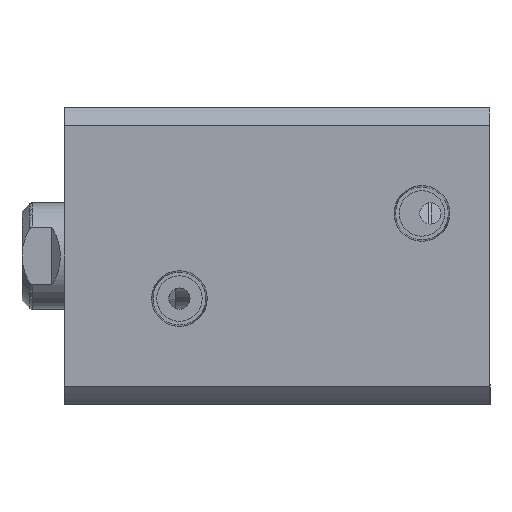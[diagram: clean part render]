
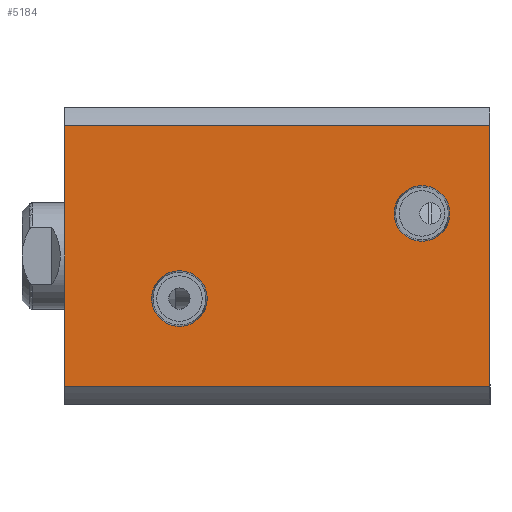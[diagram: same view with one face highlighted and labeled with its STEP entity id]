
A CAD part, left-side view. The second image highlights one B-rep face of the part: STEP entity #5184.
In plain terms, the highlighted planar face has unit normal (-1, 0, 0).
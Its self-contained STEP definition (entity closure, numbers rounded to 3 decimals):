
#46 = FACE_BOUND ( 'NONE', #10725, .T. ) ;
#187 = VECTOR ( 'NONE', #1123, 1000. ) ;
#208 = LINE ( 'NONE', #8022, #10038 ) ;
#342 = CARTESIAN_POINT ( 'NONE',  ( -35., 10., 73. ) ) ;
#736 = VERTEX_POINT ( 'NONE', #8906 ) ;
#800 = VERTEX_POINT ( 'NONE', #2082 ) ;
#871 = CARTESIAN_POINT ( 'NONE',  ( -35., 30.615, 100. ) ) ;
#935 = AXIS2_PLACEMENT_3D ( 'NONE', #6189, #8083, #7160 ) ;
#1123 = DIRECTION ( 'NONE',  ( 0., -1., 0. ) ) ;
#1175 = EDGE_CURVE ( 'NONE', #7563, #6575, #7798, .T. ) ;
#1296 = DIRECTION ( 'NONE',  ( 0., 0., 1. ) ) ;
#1566 = VERTEX_POINT ( 'NONE', #871 ) ;
#1596 = DIRECTION ( 'NONE',  ( -1., 0., 0. ) ) ;
#1854 = LINE ( 'NONE', #7185, #9138 ) ;
#1936 = ORIENTED_EDGE ( 'NONE', *, *, #11139, .F. ) ;
#1960 = CARTESIAN_POINT ( 'NONE',  ( -35., -10., 16. ) ) ;
#2082 = CARTESIAN_POINT ( 'NONE',  ( -35., 10., 79.541 ) ) ;
#2189 = VECTOR ( 'NONE', #10112, 1000. ) ;
#2257 = CARTESIAN_POINT ( 'NONE',  ( -35., 10., 66.459 ) ) ;
#2269 = CIRCLE ( 'NONE', #11253, 6.541 ) ;
#2346 = EDGE_CURVE ( 'NONE', #1566, #9470, #12326, .T. ) ;
#2439 = EDGE_CURVE ( 'NONE', #736, #3269, #6663, .T. ) ;
#2816 = DIRECTION ( 'NONE',  ( -1., 0., 0. ) ) ;
#2881 = FACE_BOUND ( 'NONE', #4848, .T. ) ;
#2920 = DIRECTION ( 'NONE',  ( 0., 0., 1. ) ) ;
#3269 = VERTEX_POINT ( 'NONE', #8050 ) ;
#3562 = ORIENTED_EDGE ( 'NONE', *, *, #11337, .F. ) ;
#4132 = AXIS2_PLACEMENT_3D ( 'NONE', #342, #7009, #1296 ) ;
#4185 = EDGE_CURVE ( 'NONE', #7563, #1566, #208, .T. ) ;
#4274 = PLANE ( 'NONE',  #935 ) ;
#4848 = EDGE_LOOP ( 'NONE', ( #8676, #5822 ) ) ;
#5166 = DIRECTION ( 'NONE',  ( 0., 0., 1. ) ) ;
#5184 = ADVANCED_FACE ( 'NONE', ( #46, #2881, #9860 ), #4274, .F. ) ;
#5448 = ORIENTED_EDGE ( 'NONE', *, *, #1175, .T. ) ;
#5498 = CARTESIAN_POINT ( 'NONE',  ( -35., 30.615, 0. ) ) ;
#5822 = ORIENTED_EDGE ( 'NONE', *, *, #10466, .F. ) ;
#6189 = CARTESIAN_POINT ( 'NONE',  ( -35., 35., 100. ) ) ;
#6258 = DIRECTION ( 'NONE',  ( 0., 0., -1. ) ) ;
#6492 = AXIS2_PLACEMENT_3D ( 'NONE', #8543, #2816, #9487 ) ;
#6575 = VERTEX_POINT ( 'NONE', #9494 ) ;
#6663 = CIRCLE ( 'NONE', #6492, 6.541 ) ;
#6667 = CIRCLE ( 'NONE', #8790, 6.541 ) ;
#7009 = DIRECTION ( 'NONE',  ( -1., 0., 0. ) ) ;
#7160 = DIRECTION ( 'NONE',  ( 0., 1., 0. ) ) ;
#7185 = CARTESIAN_POINT ( 'NONE',  ( -35., -30.615, -200. ) ) ;
#7306 = CARTESIAN_POINT ( 'NONE',  ( -35., 10., 73. ) ) ;
#7563 = VERTEX_POINT ( 'NONE', #5498 ) ;
#7798 = LINE ( 'NONE', #11519, #187 ) ;
#8022 = CARTESIAN_POINT ( 'NONE',  ( -35., 30.615, -200. ) ) ;
#8050 = CARTESIAN_POINT ( 'NONE',  ( -35., -10., 22.541 ) ) ;
#8083 = DIRECTION ( 'NONE',  ( 1., 0., 0. ) ) ;
#8166 = ORIENTED_EDGE ( 'NONE', *, *, #2439, .F. ) ;
#8272 = DIRECTION ( 'NONE',  ( 0., 0., 1. ) ) ;
#8542 = EDGE_CURVE ( 'NONE', #800, #9793, #12065, .T. ) ;
#8543 = CARTESIAN_POINT ( 'NONE',  ( -35., -10., 16. ) ) ;
#8643 = DIRECTION ( 'NONE',  ( -1., 0., 0. ) ) ;
#8676 = ORIENTED_EDGE ( 'NONE', *, *, #8542, .F. ) ;
#8790 = AXIS2_PLACEMENT_3D ( 'NONE', #7306, #1596, #8272 ) ;
#8906 = CARTESIAN_POINT ( 'NONE',  ( -35., -10., 9.459 ) ) ;
#9138 = VECTOR ( 'NONE', #6258, 1000. ) ;
#9470 = VERTEX_POINT ( 'NONE', #11422 ) ;
#9487 = DIRECTION ( 'NONE',  ( 0., 0., 1. ) ) ;
#9494 = CARTESIAN_POINT ( 'NONE',  ( -35., -30.615, 0. ) ) ;
#9793 = VERTEX_POINT ( 'NONE', #2257 ) ;
#9860 = FACE_OUTER_BOUND ( 'NONE', #12291, .T. ) ;
#10038 = VECTOR ( 'NONE', #5166, 1000. ) ;
#10112 = DIRECTION ( 'NONE',  ( 0., -1., 0. ) ) ;
#10466 = EDGE_CURVE ( 'NONE', #9793, #800, #6667, .T. ) ;
#10725 = EDGE_LOOP ( 'NONE', ( #3562, #8166 ) ) ;
#10905 = ORIENTED_EDGE ( 'NONE', *, *, #2346, .F. ) ;
#11007 = CARTESIAN_POINT ( 'NONE',  ( -35., 35., 100. ) ) ;
#11139 = EDGE_CURVE ( 'NONE', #9470, #6575, #1854, .T. ) ;
#11253 = AXIS2_PLACEMENT_3D ( 'NONE', #1960, #8643, #2920 ) ;
#11337 = EDGE_CURVE ( 'NONE', #3269, #736, #2269, .T. ) ;
#11422 = CARTESIAN_POINT ( 'NONE',  ( -35., -30.615, 100. ) ) ;
#11519 = CARTESIAN_POINT ( 'NONE',  ( -35., 35., 0. ) ) ;
#11828 = ORIENTED_EDGE ( 'NONE', *, *, #4185, .F. ) ;
#12065 = CIRCLE ( 'NONE', #4132, 6.541 ) ;
#12291 = EDGE_LOOP ( 'NONE', ( #11828, #5448, #1936, #10905 ) ) ;
#12326 = LINE ( 'NONE', #11007, #2189 ) ;
